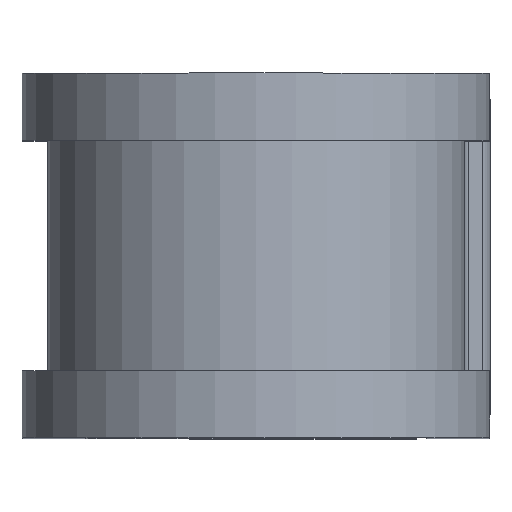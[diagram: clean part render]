
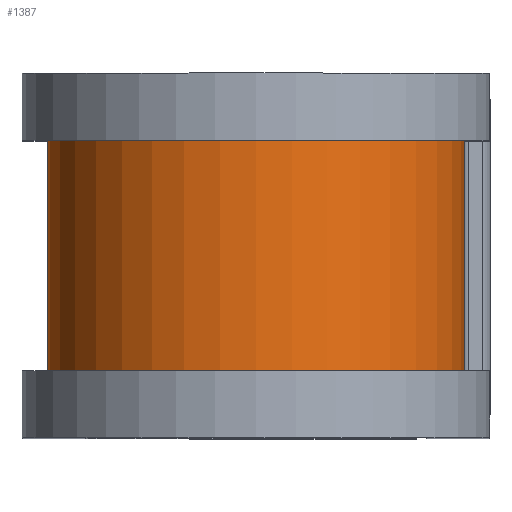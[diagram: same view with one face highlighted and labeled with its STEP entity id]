
A CAD part, top view. The second image highlights one B-rep face of the part: STEP entity #1387.
In plain terms, the highlighted cylindrical face has radius 12.649 mm (diameter 25.298 mm), a partial arc.
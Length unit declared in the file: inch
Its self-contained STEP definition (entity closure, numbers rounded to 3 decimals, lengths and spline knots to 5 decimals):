
#24 = EDGE_LOOP ( 'NONE', ( #898, #160, #1925, #1264 ) ) ;
#65 = CARTESIAN_POINT ( 'NONE',  ( 0.498, -0.275, 0.812 ) ) ;
#125 = DIRECTION ( 'NONE',  ( 0., -1., 0. ) ) ;
#160 = ORIENTED_EDGE ( 'NONE', *, *, #1732, .T. ) ;
#212 = AXIS2_PLACEMENT_3D ( 'NONE', #721, #1862, #886 ) ;
#216 = DIRECTION ( 'NONE',  ( 0., -1., 0. ) ) ;
#383 = EDGE_CURVE ( 'NONE', #1442, #835, #1969, .T. ) ;
#721 = CARTESIAN_POINT ( 'NONE',  ( 0., -0.275, 0.812 ) ) ;
#835 = VERTEX_POINT ( 'NONE', #1350 ) ;
#852 = CARTESIAN_POINT ( 'NONE',  ( 0.498, 0.275, 0.812 ) ) ;
#870 = CARTESIAN_POINT ( 'NONE',  ( 0., 0.375, 0.812 ) ) ;
#871 = LINE ( 'NONE', #1390, #1682 ) ;
#886 = DIRECTION ( 'NONE',  ( 0., 0., -1. ) ) ;
#898 = ORIENTED_EDGE ( 'NONE', *, *, #1186, .F. ) ;
#943 = CIRCLE ( 'NONE', #1772, 0.498 ) ;
#1031 = VERTEX_POINT ( 'NONE', #852 ) ;
#1120 = CARTESIAN_POINT ( 'NONE',  ( 0., 0.275, 0.812 ) ) ;
#1186 = EDGE_CURVE ( 'NONE', #1031, #1442, #1602, .T. ) ;
#1264 = ORIENTED_EDGE ( 'NONE', *, *, #383, .F. ) ;
#1290 = DIRECTION ( 'NONE',  ( 0., 0., -1. ) ) ;
#1292 = CYLINDRICAL_SURFACE ( 'NONE', #1860, 0.498 ) ;
#1346 = CARTESIAN_POINT ( 'NONE',  ( 0.498, 0.375, 0.812 ) ) ;
#1350 = CARTESIAN_POINT ( 'NONE',  ( -0.498, -0.275, 0.812 ) ) ;
#1365 = DIRECTION ( 'NONE',  ( 0., -1., 0. ) ) ;
#1387 = ADVANCED_FACE ( 'NONE', ( #1464 ), #1292, .T. ) ;
#1390 = CARTESIAN_POINT ( 'NONE',  ( -0.498, 0.375, 0.812 ) ) ;
#1413 = EDGE_CURVE ( 'NONE', #2130, #835, #871, .T. ) ;
#1442 = VERTEX_POINT ( 'NONE', #65 ) ;
#1464 = FACE_OUTER_BOUND ( 'NONE', #24, .T. ) ;
#1490 = DIRECTION ( 'NONE',  ( 0., -1., 0. ) ) ;
#1502 = DIRECTION ( 'NONE',  ( 0., 0., -1. ) ) ;
#1602 = LINE ( 'NONE', #1346, #1996 ) ;
#1682 = VECTOR ( 'NONE', #1365, 39.37008 ) ;
#1720 = CARTESIAN_POINT ( 'NONE',  ( -0.498, 0.275, 0.812 ) ) ;
#1732 = EDGE_CURVE ( 'NONE', #1031, #2130, #943, .T. ) ;
#1772 = AXIS2_PLACEMENT_3D ( 'NONE', #1120, #125, #1290 ) ;
#1860 = AXIS2_PLACEMENT_3D ( 'NONE', #870, #216, #1502 ) ;
#1862 = DIRECTION ( 'NONE',  ( 0., -1., 0. ) ) ;
#1925 = ORIENTED_EDGE ( 'NONE', *, *, #1413, .T. ) ;
#1969 = CIRCLE ( 'NONE', #212, 0.498 ) ;
#1996 = VECTOR ( 'NONE', #1490, 39.37008 ) ;
#2130 = VERTEX_POINT ( 'NONE', #1720 ) ;
